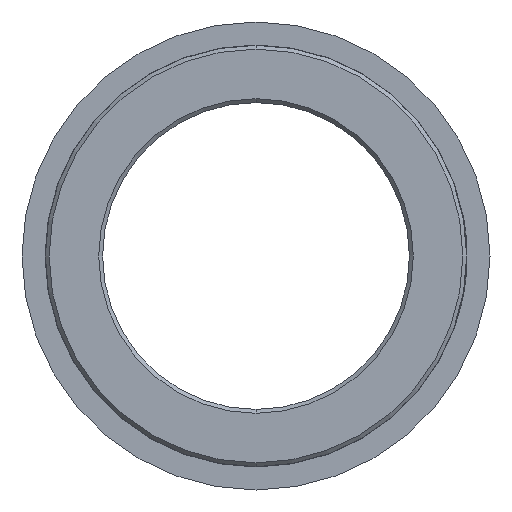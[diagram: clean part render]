
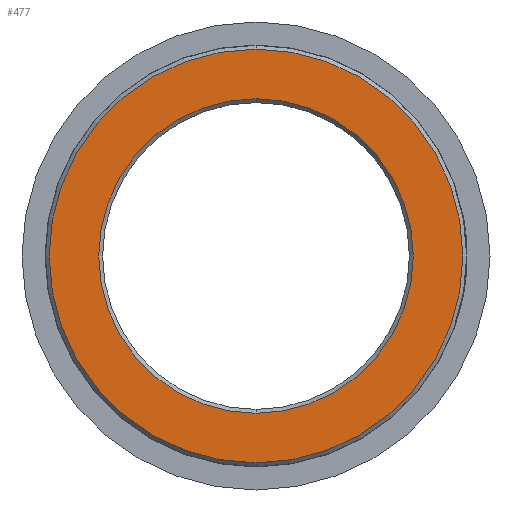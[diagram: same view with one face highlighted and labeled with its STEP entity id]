
A CAD part, front view. The second image highlights one B-rep face of the part: STEP entity #477.
In plain terms, the highlighted planar face has unit normal (0, -1, 0).
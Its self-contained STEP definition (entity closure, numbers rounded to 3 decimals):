
#12 = ORIENTED_EDGE ( 'NONE', *, *, #1027, .T. ) ;
#37 = AXIS2_PLACEMENT_3D ( 'NONE', #186, #1634, #2052 ) ;
#171 = DIRECTION ( 'NONE',  ( 0., 0., -1. ) ) ;
#172 = CIRCLE ( 'NONE', #1463, 26.96 ) ;
#186 = CARTESIAN_POINT ( 'NONE',  ( 0., -46.313, 0. ) ) ;
#221 = ORIENTED_EDGE ( 'NONE', *, *, #519, .F. ) ;
#222 = AXIS2_PLACEMENT_3D ( 'NONE', #2056, #1864, #634 ) ;
#361 = VERTEX_POINT ( 'NONE', #1179 ) ;
#408 = PLANE ( 'NONE',  #1800 ) ;
#409 = CARTESIAN_POINT ( 'NONE',  ( 0., -46.313, 0. ) ) ;
#425 = DIRECTION ( 'NONE',  ( 0., 0., -1. ) ) ;
#474 = CIRCLE ( 'NONE', #747, 20.5 ) ;
#477 = ADVANCED_FACE ( 'NONE', ( #1145, #638 ), #408, .T. ) ;
#519 = EDGE_CURVE ( 'NONE', #753, #1577, #1955, .T. ) ;
#545 = ORIENTED_EDGE ( 'NONE', *, *, #1911, .F. ) ;
#634 = DIRECTION ( 'NONE',  ( 0., 0., -1. ) ) ;
#638 = FACE_BOUND ( 'NONE', #2708, .T. ) ;
#747 = AXIS2_PLACEMENT_3D ( 'NONE', #409, #1206, #171 ) ;
#753 = VERTEX_POINT ( 'NONE', #1527 ) ;
#885 = DIRECTION ( 'NONE',  ( 0., -1., 0. ) ) ;
#1027 = EDGE_CURVE ( 'NONE', #2230, #361, #172, .T. ) ;
#1145 = FACE_OUTER_BOUND ( 'NONE', #1326, .T. ) ;
#1179 = CARTESIAN_POINT ( 'NONE',  ( 0., -46.313, 26.96 ) ) ;
#1206 = DIRECTION ( 'NONE',  ( 0., -1., 0. ) ) ;
#1235 = CARTESIAN_POINT ( 'NONE',  ( 26.96, -46.313, 0. ) ) ;
#1326 = EDGE_LOOP ( 'NONE', ( #2292, #12 ) ) ;
#1463 = AXIS2_PLACEMENT_3D ( 'NONE', #2118, #885, #2135 ) ;
#1527 = CARTESIAN_POINT ( 'NONE',  ( 0., -46.313, -20.5 ) ) ;
#1577 = VERTEX_POINT ( 'NONE', #1821 ) ;
#1634 = DIRECTION ( 'NONE',  ( 0., -1., 0. ) ) ;
#1800 = AXIS2_PLACEMENT_3D ( 'NONE', #1235, #2696, #425 ) ;
#1821 = CARTESIAN_POINT ( 'NONE',  ( 0., -46.313, 20.5 ) ) ;
#1864 = DIRECTION ( 'NONE',  ( 0., -1., 0. ) ) ;
#1911 = EDGE_CURVE ( 'NONE', #1577, #753, #474, .T. ) ;
#1955 = CIRCLE ( 'NONE', #222, 20.5 ) ;
#2020 = CARTESIAN_POINT ( 'NONE',  ( 0., -46.313, -26.96 ) ) ;
#2052 = DIRECTION ( 'NONE',  ( 0., 0., -1. ) ) ;
#2056 = CARTESIAN_POINT ( 'NONE',  ( 0., -46.313, 0. ) ) ;
#2118 = CARTESIAN_POINT ( 'NONE',  ( 0., -46.313, 0. ) ) ;
#2135 = DIRECTION ( 'NONE',  ( 0., 0., -1. ) ) ;
#2230 = VERTEX_POINT ( 'NONE', #2020 ) ;
#2292 = ORIENTED_EDGE ( 'NONE', *, *, #2378, .T. ) ;
#2378 = EDGE_CURVE ( 'NONE', #361, #2230, #2499, .T. ) ;
#2499 = CIRCLE ( 'NONE', #37, 26.96 ) ;
#2696 = DIRECTION ( 'NONE',  ( 0., -1., 0. ) ) ;
#2708 = EDGE_LOOP ( 'NONE', ( #221, #545 ) ) ;
